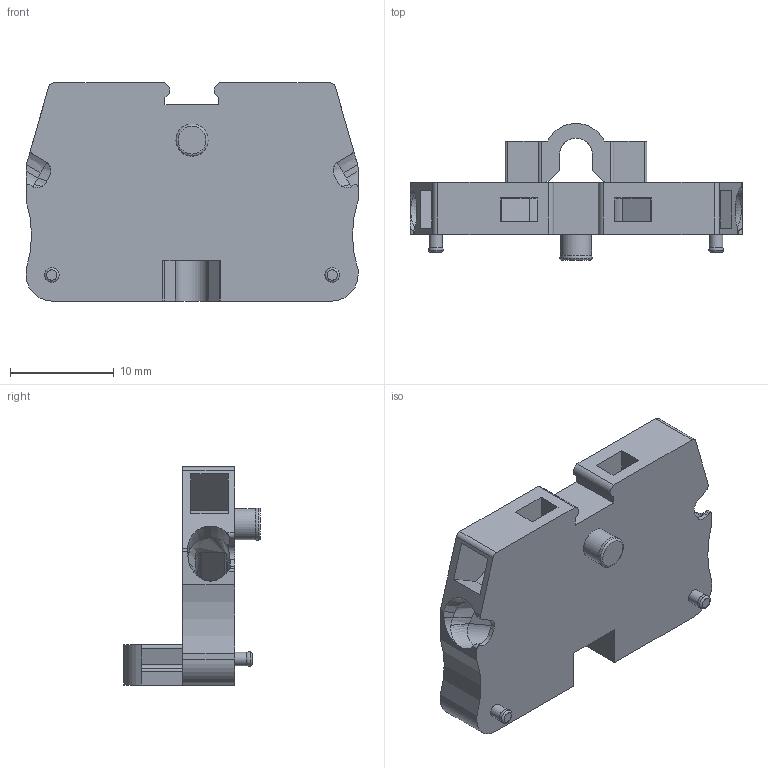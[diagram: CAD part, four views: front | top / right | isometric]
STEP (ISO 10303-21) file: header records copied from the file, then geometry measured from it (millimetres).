
FILE_DESCRIPTION(/* description */ ('Unknown'),/* implementation_level */ '2;1');
FILE_NAME(/* name */ 'SQP2.5_3D_MODEL',/* time_stamp */ '2021-04-22T14:56:28+05:00',/* author */ ('Unknown'),/* organization */ ('Unknown'),/* preprocessor_version */ 'ST-DEVELOPER v16.7',/* originating_system */ 'DEX',/* authorisation */ $);
FILE_SCHEMA (('AUTOMOTIVE_DESIGN {1 0 10303 214 3 1 1}'));
Length unit declared in the file: millimetre
Products named in the file (1): SQP2.5_3D_MODEL
Bounding box: 31.97 x 13.19 x 21 mm (x, y, z)
Volume: 2643 mm3; surface area: 2621.9 mm2
Topology: 1 solids, 1 shells, 146 faces, 428 edges, 289 vertices
Faces by surface type: plane 89, cylinder 43, torus 6, cone 4, bspline 4
Full cylindrical faces by diameter (mm): 1.3 x2, 3 x1
Entity records: 6071 total; most frequent: CARTESIAN_POINT 1247, ORIENTED_EDGE 830, DIRECTION 723, EDGE_CURVE 415, VERTEX_POINT 285, LINE 253, VECTOR 253, AXIS2_PLACEMENT_3D 235
